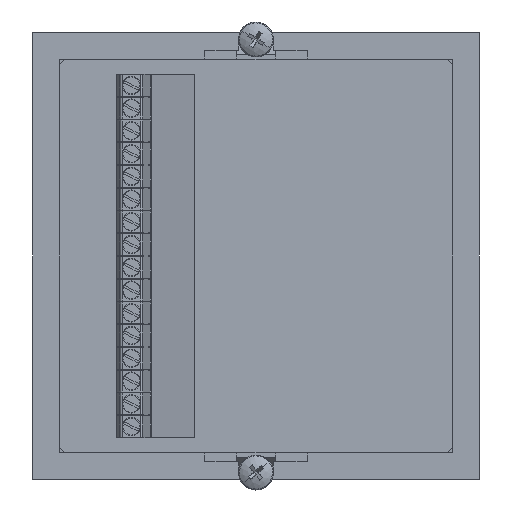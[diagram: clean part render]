
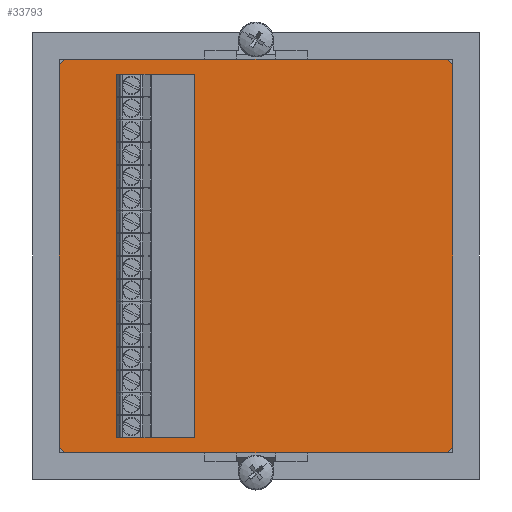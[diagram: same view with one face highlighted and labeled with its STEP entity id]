
A CAD part, left-side view. The second image highlights one B-rep face of the part: STEP entity #33793.
In plain terms, the highlighted face is planar.
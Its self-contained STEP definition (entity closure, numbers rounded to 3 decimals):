
#33639 = ORIENTED_EDGE ( 'NONE', *, *, #33790, .F. ) ;
#33683 = EDGE_LOOP ( 'NONE', ( #33776, #33780, #33779, #33756, #33830, #33840, #33845, #33837 ) ) ;
#33684 = VERTEX_POINT ( 'NONE', #44875 ) ;
#33690 = VERTEX_POINT ( 'NONE', #44862 ) ;
#33694 = EDGE_LOOP ( 'NONE', ( #33639, #33797, #33796, #33772 ) ) ;
#33702 = VERTEX_POINT ( 'NONE', #44911 ) ;
#33703 = VERTEX_POINT ( 'NONE', #44916 ) ;
#33752 = EDGE_CURVE ( 'NONE', #33801, #33761, #44930, .T. ) ;
#33756 = ORIENTED_EDGE ( 'NONE', *, *, #33752, .T. ) ;
#33758 = EDGE_CURVE ( 'NONE', #33836, #33761, #44983, .T. ) ;
#33761 = VERTEX_POINT ( 'NONE', #44977 ) ;
#33765 = EDGE_CURVE ( 'NONE', #33703, #33805, #44975, .T. ) ;
#33767 = EDGE_CURVE ( 'NONE', #33769, #33770, #44982, .T. ) ;
#33769 = VERTEX_POINT ( 'NONE', #44976 ) ;
#33770 = VERTEX_POINT ( 'NONE', #44971 ) ;
#33772 = ORIENTED_EDGE ( 'NONE', *, *, #33765, .F. ) ;
#33776 = ORIENTED_EDGE ( 'NONE', *, *, #33767, .F. ) ;
#33779 = ORIENTED_EDGE ( 'NONE', *, *, #33784, .F. ) ;
#33780 = ORIENTED_EDGE ( 'NONE', *, *, #33783, .T. ) ;
#33783 = EDGE_CURVE ( 'NONE', #33769, #33690, #44959, .T. ) ;
#33784 = EDGE_CURVE ( 'NONE', #33801, #33690, #44981, .T. ) ;
#33786 = VERTEX_POINT ( 'NONE', #44967 ) ;
#33790 = EDGE_CURVE ( 'NONE', #33702, #33703, #45011, .T. ) ;
#33793 = ADVANCED_FACE ( 'NONE', ( #44965, #44958 ), #45012, .T. ) ;
#33796 = ORIENTED_EDGE ( 'NONE', *, *, #33803, .F. ) ;
#33797 = ORIENTED_EDGE ( 'NONE', *, *, #33799, .T. ) ;
#33799 = EDGE_CURVE ( 'NONE', #33702, #33684, #45001, .T. ) ;
#33801 = VERTEX_POINT ( 'NONE', #45003 ) ;
#33803 = EDGE_CURVE ( 'NONE', #33805, #33684, #45007, .T. ) ;
#33805 = VERTEX_POINT ( 'NONE', #45002 ) ;
#33806 = VERTEX_POINT ( 'NONE', #44994 ) ;
#33830 = ORIENTED_EDGE ( 'NONE', *, *, #33758, .F. ) ;
#33832 = EDGE_CURVE ( 'NONE', #33836, #33786, #45052, .T. ) ;
#33836 = VERTEX_POINT ( 'NONE', #45051 ) ;
#33837 = ORIENTED_EDGE ( 'NONE', *, *, #33848, .T. ) ;
#33840 = ORIENTED_EDGE ( 'NONE', *, *, #33832, .T. ) ;
#33841 = EDGE_CURVE ( 'NONE', #33806, #33786, #45046, .T. ) ;
#33845 = ORIENTED_EDGE ( 'NONE', *, *, #33841, .F. ) ;
#33848 = EDGE_CURVE ( 'NONE', #33806, #33770, #45036, .T. ) ;
#44862 = CARTESIAN_POINT ( 'NONE',  ( 0., 2., 0. ) ) ;
#44875 = CARTESIAN_POINT ( 'NONE',  ( 86.5, 59., 0. ) ) ;
#44911 = CARTESIAN_POINT ( 'NONE',  ( 3.5, 59., 0. ) ) ;
#44916 = CARTESIAN_POINT ( 'NONE',  ( 3.5, 77., 0. ) ) ;
#44923 = AXIS2_PLACEMENT_3D ( 'NONE', #44928, #44931, #44932 ) ;
#44928 = CARTESIAN_POINT ( 'NONE',  ( 2., 88., 0. ) ) ;
#44930 = CIRCLE ( 'NONE', #44923, 2. ) ;
#44931 = DIRECTION ( 'NONE',  ( 0., 0., -1. ) ) ;
#44932 = DIRECTION ( 'NONE',  ( -1., 0., 0. ) ) ;
#44954 = DIRECTION ( 'NONE',  ( -1., 0., 0. ) ) ;
#44955 = DIRECTION ( 'NONE',  ( 0., 0., -1. ) ) ;
#44956 = CARTESIAN_POINT ( 'NONE',  ( 2., 2., 0. ) ) ;
#44957 = AXIS2_PLACEMENT_3D ( 'NONE', #44956, #44955, #44954 ) ;
#44958 = FACE_OUTER_BOUND ( 'NONE', #33683, .T. ) ;
#44959 = CIRCLE ( 'NONE', #44957, 2. ) ;
#44964 = CARTESIAN_POINT ( 'NONE',  ( 0., 0., 0. ) ) ;
#44965 = FACE_BOUND ( 'NONE', #33694, .T. ) ;
#44966 = CARTESIAN_POINT ( 'NONE',  ( 86.5, 59., 0. ) ) ;
#44967 = CARTESIAN_POINT ( 'NONE',  ( 90., 88., 0. ) ) ;
#44968 = DIRECTION ( 'NONE',  ( 1., 0., 0. ) ) ;
#44969 = VECTOR ( 'NONE', #44968, 1000. ) ;
#44970 = CARTESIAN_POINT ( 'NONE',  ( 0., 0., 0. ) ) ;
#44971 = CARTESIAN_POINT ( 'NONE',  ( 88., 0., 0. ) ) ;
#44972 = DIRECTION ( 'NONE',  ( 1., 0., 0. ) ) ;
#44973 = VECTOR ( 'NONE', #44972, 1000. ) ;
#44974 = CARTESIAN_POINT ( 'NONE',  ( 86.5, 77., 0. ) ) ;
#44975 = LINE ( 'NONE', #44974, #44973 ) ;
#44976 = CARTESIAN_POINT ( 'NONE',  ( 2., 0., 0. ) ) ;
#44977 = CARTESIAN_POINT ( 'NONE',  ( 2., 90., 0. ) ) ;
#44978 = DIRECTION ( 'NONE',  ( -1., 0., 0. ) ) ;
#44979 = VECTOR ( 'NONE', #44978, 1000. ) ;
#44980 = CARTESIAN_POINT ( 'NONE',  ( 0., 90., 0. ) ) ;
#44981 = LINE ( 'NONE', #44964, #45014 ) ;
#44982 = LINE ( 'NONE', #44970, #44969 ) ;
#44983 = LINE ( 'NONE', #44980, #44979 ) ;
#44993 = VECTOR ( 'NONE', #44996, 1000. ) ;
#44994 = CARTESIAN_POINT ( 'NONE',  ( 90., 2., 0. ) ) ;
#44996 = DIRECTION ( 'NONE',  ( 0., -1., 0. ) ) ;
#44997 = CARTESIAN_POINT ( 'NONE',  ( 86.5, 77., 0. ) ) ;
#44999 = DIRECTION ( 'NONE',  ( 1., 0., 0. ) ) ;
#45000 = VECTOR ( 'NONE', #44999, 1000. ) ;
#45001 = LINE ( 'NONE', #44966, #45000 ) ;
#45002 = CARTESIAN_POINT ( 'NONE',  ( 86.5, 77., 0. ) ) ;
#45003 = CARTESIAN_POINT ( 'NONE',  ( 0., 88., 0. ) ) ;
#45004 = DIRECTION ( 'NONE',  ( -1., 0., 0. ) ) ;
#45005 = DIRECTION ( 'NONE',  ( 0., 0., -1. ) ) ;
#45006 = CARTESIAN_POINT ( 'NONE',  ( 0., 90., 0. ) ) ;
#45007 = LINE ( 'NONE', #44997, #44993 ) ;
#45008 = DIRECTION ( 'NONE',  ( 0., 1., 0. ) ) ;
#45009 = VECTOR ( 'NONE', #45008, 1000. ) ;
#45010 = CARTESIAN_POINT ( 'NONE',  ( 3.5, 77., 0. ) ) ;
#45011 = LINE ( 'NONE', #45010, #45009 ) ;
#45012 = PLANE ( 'NONE',  #45015 ) ;
#45013 = DIRECTION ( 'NONE',  ( 0., -1., 0. ) ) ;
#45014 = VECTOR ( 'NONE', #45013, 1000. ) ;
#45015 = AXIS2_PLACEMENT_3D ( 'NONE', #45006, #45005, #45004 ) ;
#45020 = CARTESIAN_POINT ( 'NONE',  ( 88., 88., 0. ) ) ;
#45036 = CIRCLE ( 'NONE', #45048, 2. ) ;
#45043 = DIRECTION ( 'NONE',  ( 0., 1., 0. ) ) ;
#45044 = VECTOR ( 'NONE', #45043, 1000. ) ;
#45045 = CARTESIAN_POINT ( 'NONE',  ( 90., 0., 0. ) ) ;
#45046 = LINE ( 'NONE', #45045, #45044 ) ;
#45048 = AXIS2_PLACEMENT_3D ( 'NONE', #45095, #45094, #45093 ) ;
#45049 = DIRECTION ( 'NONE',  ( -1., 0., 0. ) ) ;
#45051 = CARTESIAN_POINT ( 'NONE',  ( 88., 90., 0. ) ) ;
#45052 = CIRCLE ( 'NONE', #45057, 2. ) ;
#45057 = AXIS2_PLACEMENT_3D ( 'NONE', #45020, #45060, #45049 ) ;
#45060 = DIRECTION ( 'NONE',  ( 0., 0., -1. ) ) ;
#45093 = DIRECTION ( 'NONE',  ( -1., 0., 0. ) ) ;
#45094 = DIRECTION ( 'NONE',  ( 0., 0., -1. ) ) ;
#45095 = CARTESIAN_POINT ( 'NONE',  ( 88., 2., 0. ) ) ;
